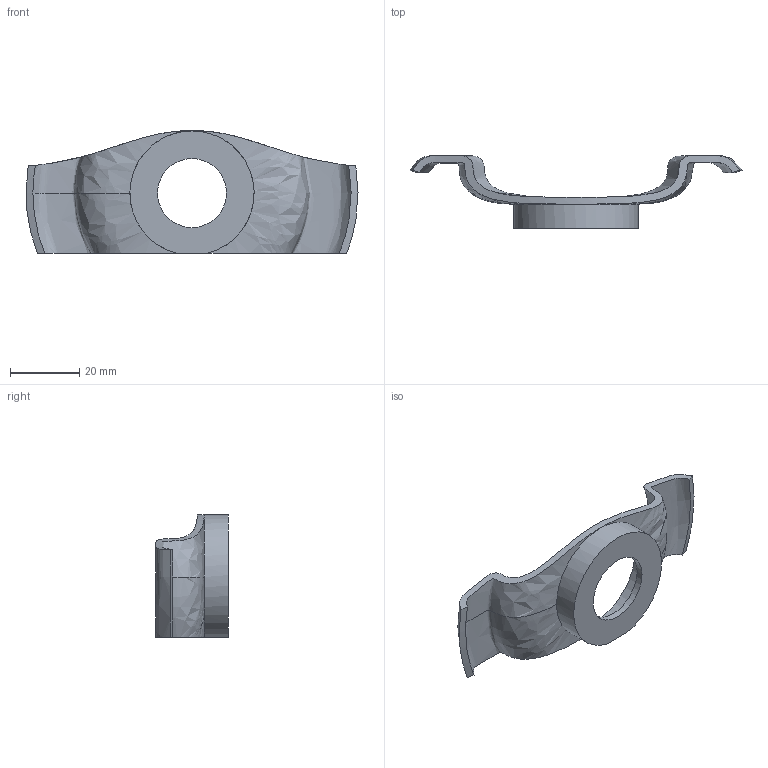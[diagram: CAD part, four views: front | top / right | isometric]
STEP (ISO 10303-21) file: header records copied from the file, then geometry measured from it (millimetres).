
FILE_DESCRIPTION(/* description */ (''),/* implementation_level */ '2;1');
FILE_NAME(/* name */ 'klemme v5.step',/* time_stamp */ '2021-12-01T19:48:07+01:00',/* author */ (''),/* organization */ (''),/* preprocessor_version */ 'ST-DEVELOPER v18.1',/* originating_system */ 'Autodesk Translation Framework v10.10.0.1391',/* authorisation */ '');
FILE_SCHEMA (('AUTOMOTIVE_DESIGN { 1 0 10303 214 3 1 1 }'));
Length unit declared in the file: millimetre
Products named in the file (1): klemme
Bounding box: 96.18 x 21.07 x 35.62 mm (x, y, z)
Volume: 6993.8 mm3; surface area: 8109.9 mm2
Topology: 1 solids, 1 shells, 12 faces, 30 edges, 20 vertices
Faces by surface type: bspline 4, plane 3, cylinder 3, cone 2
Full cylindrical faces by diameter (mm): 20 x1, 32 x1
Entity records: 1527 total; most frequent: CARTESIAN_POINT 1244, ORIENTED_EDGE 60, DIRECTION 39, EDGE_CURVE 30, VERTEX_POINT 20, AXIS2_PLACEMENT_3D 17, EDGE_LOOP 14, B_SPLINE_CURVE_WITH_KNOTS 14
